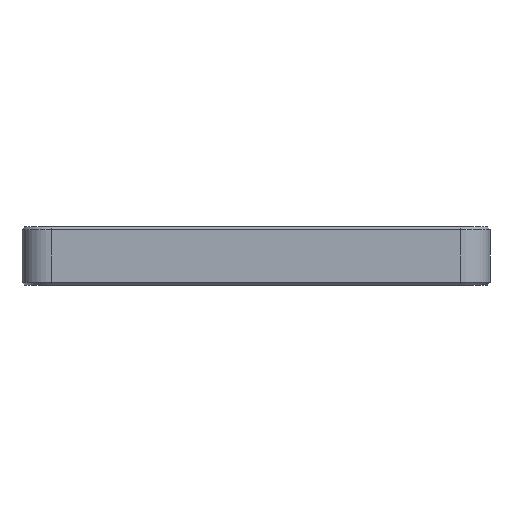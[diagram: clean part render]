
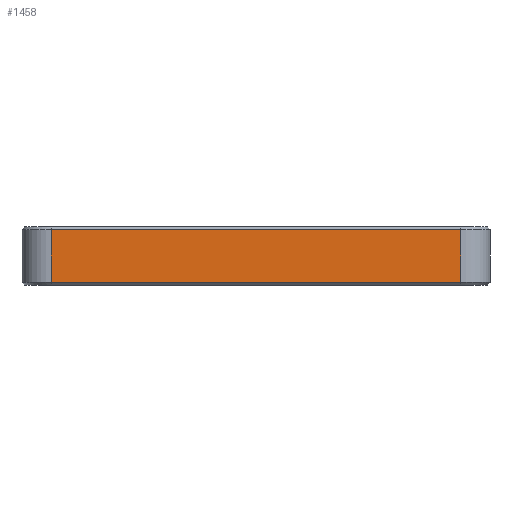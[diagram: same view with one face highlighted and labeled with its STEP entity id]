
A CAD part, left-side view. The second image highlights one B-rep face of the part: STEP entity #1458.
In plain terms, the highlighted planar face has unit normal (-1, 0, 0).
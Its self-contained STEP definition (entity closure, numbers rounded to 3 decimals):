
#743 = VECTOR ( 'NONE', #5494, 1000. ) ;
#1079 = FACE_OUTER_BOUND ( 'NONE', #2788, .T. ) ;
#1332 = LINE ( 'NONE', #6764, #3216 ) ;
#1444 = CARTESIAN_POINT ( 'NONE',  ( -62.5, -35., 9.5 ) ) ;
#1458 = ADVANCED_FACE ( 'NONE', ( #1079 ), #2928, .F. ) ;
#1586 = CARTESIAN_POINT ( 'NONE',  ( -62.5, -35., 0.5 ) ) ;
#1956 = VERTEX_POINT ( 'NONE', #2026 ) ;
#2026 = CARTESIAN_POINT ( 'NONE',  ( -62.5, 35., 0.5 ) ) ;
#2042 = EDGE_CURVE ( 'NONE', #2772, #9209, #3957, .T. ) ;
#2638 = CARTESIAN_POINT ( 'NONE',  ( -62.5, -35., 10. ) ) ;
#2772 = VERTEX_POINT ( 'NONE', #1444 ) ;
#2788 = EDGE_LOOP ( 'NONE', ( #4913, #8091, #8726, #4082 ) ) ;
#2928 = PLANE ( 'NONE',  #5816 ) ;
#3216 = VECTOR ( 'NONE', #8269, 1000. ) ;
#3719 = VERTEX_POINT ( 'NONE', #1586 ) ;
#3957 = LINE ( 'NONE', #8811, #8295 ) ;
#4082 = ORIENTED_EDGE ( 'NONE', *, *, #2042, .T. ) ;
#4913 = ORIENTED_EDGE ( 'NONE', *, *, #5778, .T. ) ;
#4945 = LINE ( 'NONE', #7758, #743 ) ;
#5124 = DIRECTION ( 'NONE',  ( 0., 1., 0. ) ) ;
#5396 = EDGE_CURVE ( 'NONE', #3719, #2772, #7065, .T. ) ;
#5494 = DIRECTION ( 'NONE',  ( 0., 0., -1. ) ) ;
#5729 = EDGE_CURVE ( 'NONE', #1956, #3719, #1332, .T. ) ;
#5778 = EDGE_CURVE ( 'NONE', #9209, #1956, #4945, .T. ) ;
#5816 = AXIS2_PLACEMENT_3D ( 'NONE', #7281, #8895, #8765 ) ;
#6283 = DIRECTION ( 'NONE',  ( 0., 0., 1. ) ) ;
#6764 = CARTESIAN_POINT ( 'NONE',  ( -62.5, -35., 0.5 ) ) ;
#7065 = LINE ( 'NONE', #2638, #8465 ) ;
#7281 = CARTESIAN_POINT ( 'NONE',  ( -62.5, -40., 10. ) ) ;
#7758 = CARTESIAN_POINT ( 'NONE',  ( -62.5, 35., 10. ) ) ;
#8091 = ORIENTED_EDGE ( 'NONE', *, *, #5729, .T. ) ;
#8269 = DIRECTION ( 'NONE',  ( 0., -1., 0. ) ) ;
#8295 = VECTOR ( 'NONE', #5124, 1000. ) ;
#8465 = VECTOR ( 'NONE', #6283, 1000. ) ;
#8726 = ORIENTED_EDGE ( 'NONE', *, *, #5396, .T. ) ;
#8749 = CARTESIAN_POINT ( 'NONE',  ( -62.5, 35., 9.5 ) ) ;
#8765 = DIRECTION ( 'NONE',  ( 0., 0., -1. ) ) ;
#8811 = CARTESIAN_POINT ( 'NONE',  ( -62.5, -40., 9.5 ) ) ;
#8895 = DIRECTION ( 'NONE',  ( 1., 0., 0. ) ) ;
#9209 = VERTEX_POINT ( 'NONE', #8749 ) ;
